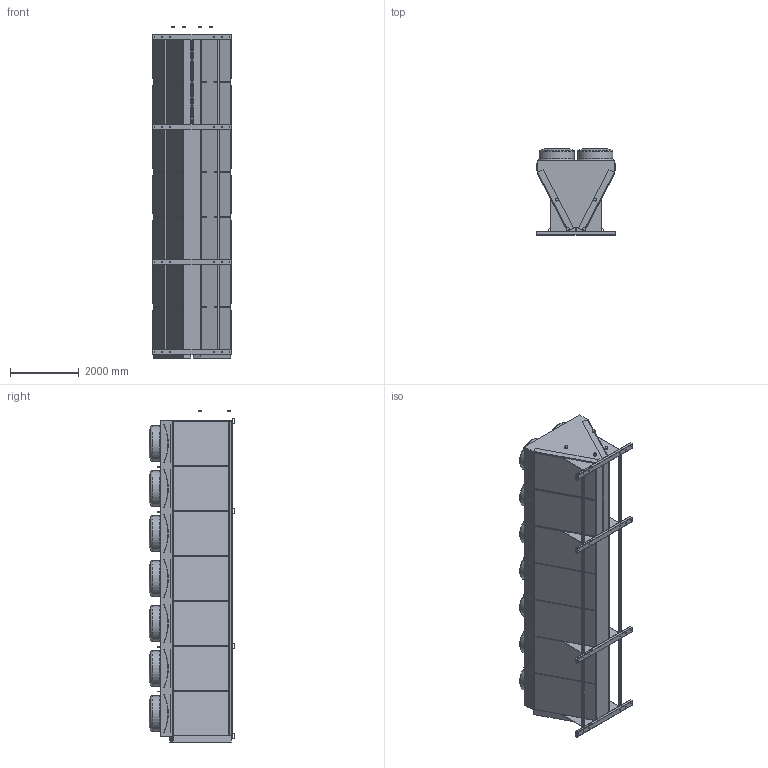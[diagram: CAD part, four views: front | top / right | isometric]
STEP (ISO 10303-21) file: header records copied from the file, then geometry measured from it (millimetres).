
FILE_DESCRIPTION (( 'STEP AP203' ), '1' );
FILE_NAME ('ANV7M_4R_2I2O.STEP', '2018-10-08T13:55:25', ( 'Alfa Laval' ), ( 'Alfa Laval' ), 'SwSTEP 2.0', 'SolidWorks 2016', '' );
FILE_SCHEMA (( 'CONFIG_CONTROL_DESIGN' ));
Length unit declared in the file: millimetre
Products named in the file (6): V-TYPE2_LIGHT_BODY_7MOD-SS; AV2_BOTTOM COVER PLATE_BOTTOM COVER PLATE 2MOD.; AVII_FINPACK_1MOD_4012_5R; AVII_Simplify Connection for CAD Drawing; V-TYPE2_POSCOL CONDENSER_Cond_NH3_ANV2TC_4R2I2O; ANV7M_4R_2I2O
Assembly tree (10 placements, depth 3):
  ANV7M_4R_2I2O
    V-TYPE2_LIGHT_BODY_7MOD-SS
    V-TYPE2_POSCOL CONDENSER_Cond_NH3_ANV2TC_4R2I2O
      AV2_BOTTOM COVER PLATE_BOTTOM COVER PLATE 2MOD.  x2
      AVII_FINPACK_1MOD_4012_5R  x2
      AVII_Simplify Connection for CAD Drawing  x4
Bounding box: 2280.43 x 2494.62 x 9672.51 mm (x, y, z)
Volume: 34742033977.6 mm3; surface area: 144404728 mm2
Topology: 15 solids, 15 shells, 2024 faces, 5042 edges, 3178 vertices
Faces by surface type: cylinder 962, plane 694, torus 210, sphere 112, bspline 32, cone 14
Full cylindrical faces by diameter (mm): 1 x56, 7 x114, 8 x44, 20 x48, 40 x8, 85 x4, 100 x14, 1032 x14
Entity records: 52330 total; most frequent: CARTESIAN_POINT 9566, DIRECTION 9532, ORIENTED_EDGE 7764, AXIS2_PLACEMENT_3D 3946, EDGE_CURVE 3882, VERTEX_POINT 2636, EDGE_LOOP 2586, CIRCLE 2178
